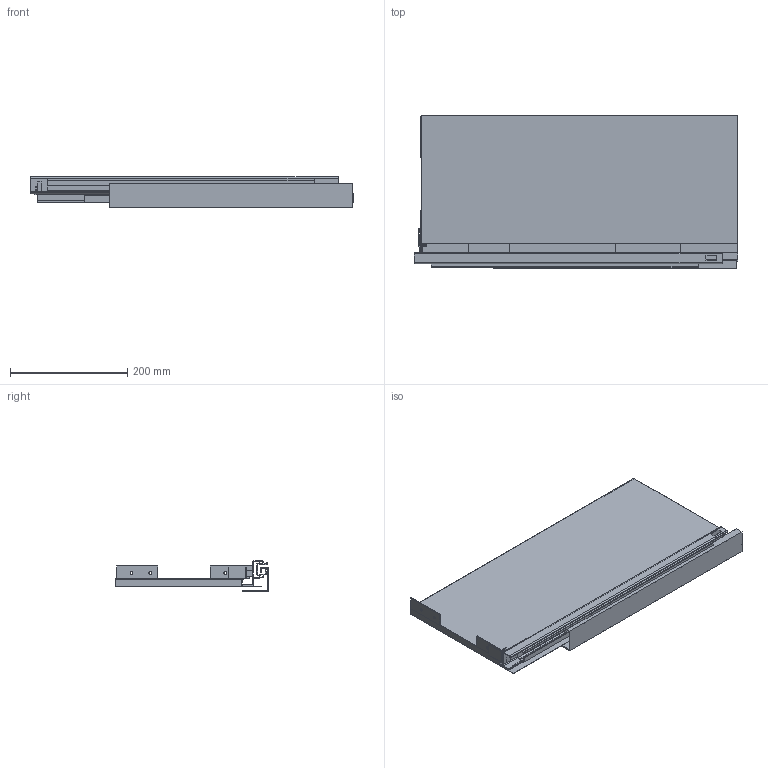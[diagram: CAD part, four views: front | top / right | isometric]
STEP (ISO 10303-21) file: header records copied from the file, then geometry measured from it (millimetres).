
FILE_DESCRIPTION (( 'STEP AP214' ), '1' );
FILE_NAME ('F000210,F000244-CLOSED_RIGHT_3D.step', '2022-10-10T14:42:51', ( '' ), ( '' ), 'SwSTEP 2.0', 'SolidWorks 2020', '' );
FILE_SCHEMA (( 'AUTOMOTIVE_DESIGN' ));
Length unit declared in the file: millimetre
Products named in the file (6): RiexTrack-550_CLOSED_RIGHT_3D; RiexTrack Bocnice-550-H249-PRAVA; F000210,F000244-CLOSED_RIGHT_3D; NU70,NU80-550-STREDNI; NU70,NU80-550-VNITRNI_PRAVY; RiexTrack-550,600-VNEJSI-PRAVY
Assembly tree (5 placements, depth 3):
  F000210,F000244-CLOSED_RIGHT_3D
    RiexTrack-550_CLOSED_RIGHT_3D
      RiexTrack-550,600-VNEJSI-PRAVY
      NU70,NU80-550-STREDNI
      NU70,NU80-550-VNITRNI_PRAVY
    RiexTrack Bocnice-550-H249-PRAVA
Bounding box: 551.5 x 262.5 x 51.7 mm (x, y, z)
Volume: 370780.2 mm3; surface area: 787284.6 mm2
Topology: 10 solids, 10 shells, 340 faces, 879 edges, 560 vertices
Faces by surface type: plane 164, cylinder 105, cone 71
Entity records: 10779 total; most frequent: DIRECTION 1863, CARTESIAN_POINT 1788, ORIENTED_EDGE 1758, EDGE_CURVE 879, AXIS2_PLACEMENT_3D 635, VECTOR 593, LINE 593, VERTEX_POINT 560
